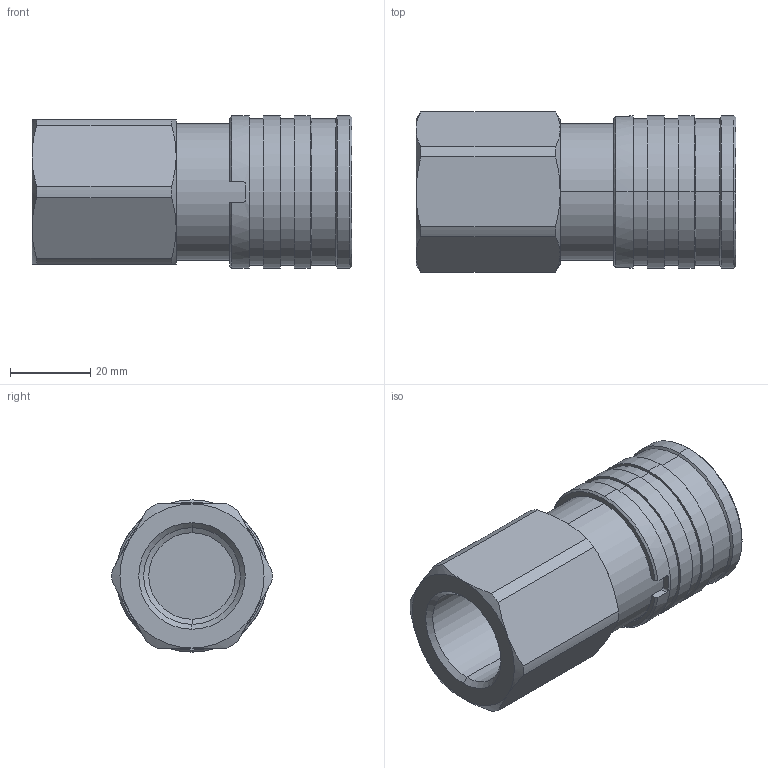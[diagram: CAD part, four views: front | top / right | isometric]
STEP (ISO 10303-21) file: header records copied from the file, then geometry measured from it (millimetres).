
FILE_DESCRIPTION (( 'STEP AP214' ), '1' );
FILE_NAME ('FEM-501-12FB.STEP', '2012-07-25T10:01:06', ( 'admin' ), ( 'Microsoft' ), 'SwSTEP 2.0', 'SolidWorks 2009', '' );
FILE_SCHEMA (( 'AUTOMOTIVE_DESIGN' ));
Length unit declared in the file: millimetre
Products named in the file (1): FEM-501-12FB
Bounding box: 79.9 x 39.99 x 38 mm (x, y, z)
Volume: 89421.1 mm3; surface area: 26243.7 mm2
Topology: 2 solids, 2 shells, 233 faces, 541 edges, 328 vertices
Faces by surface type: cone 99, cylinder 75, plane 38, torus 17, sphere 2, bspline 2
Entity records: 8580 total; most frequent: CARTESIAN_POINT 3275, DIRECTION 1105, ORIENTED_EDGE 1082, EDGE_CURVE 541, AXIS2_PLACEMENT_3D 458, VERTEX_POINT 328, EDGE_LOOP 283, ADVANCED_FACE 233
